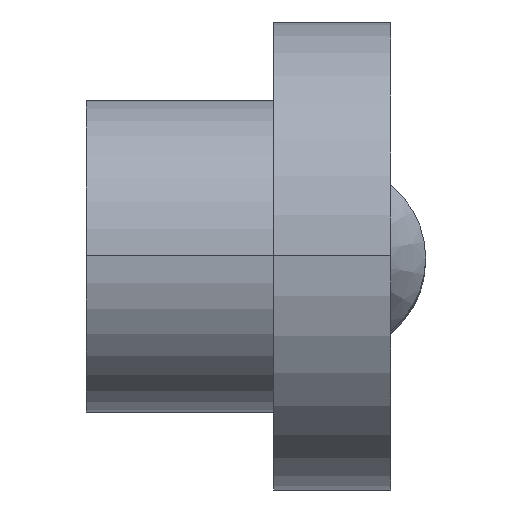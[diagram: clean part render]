
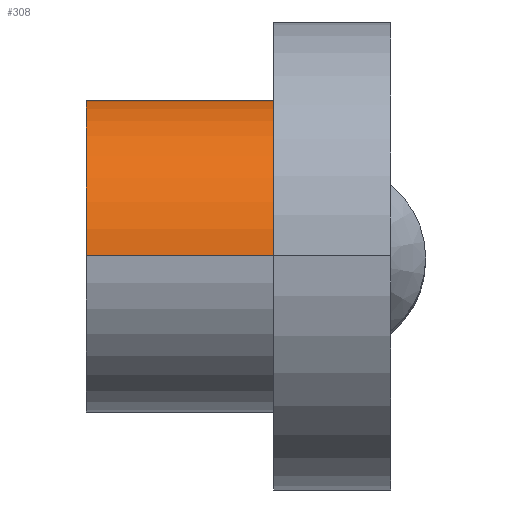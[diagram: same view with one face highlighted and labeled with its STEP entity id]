
A CAD part, top view. The second image highlights one B-rep face of the part: STEP entity #308.
In plain terms, the highlighted cylindrical face has radius 12.7 mm (diameter 25.4 mm), a partial arc.
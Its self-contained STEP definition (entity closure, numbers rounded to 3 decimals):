
#127=CARTESIAN_POINT('POINT7',(-20.003,0.,-12.7));
#128=VERTEX_POINT('VERTEX7',#127);
#129=CARTESIAN_POINT('POINT8',(-20.003,0.,12.7));
#130=VERTEX_POINT('VERTEX8',#129);
#138=CARTESIAN_POINT('POS17',(-20.003,0.,0.));
#139=DIRECTION('DIR29',(-1.,0.,0.));
#140=DIRECTION('DIR30',(0.,0.,1.));
#141=AXIS2_PLACEMENT_3D('AXIS13',#138,#139,#140);
#142=CIRCLE('ELLIPSE8',#141,12.7);
#143=EDGE_CURVE('EDGE12',#130,#128,#142,.T.);
#277=CARTESIAN_POINT('POINT14',(-4.763,0.,-12.7));
#278=VERTEX_POINT('VERTEX14',#277);
#279=CARTESIAN_POINT('POS26',(-4.763,0.,
   -12.7));
#280=DIRECTION('DIR45',(-1.,0.,0.));
#281=VECTOR('VEC7',#280,25.4);
#282=LINE('STRAIGHT7',#279,#281);
#283=EDGE_CURVE('EDGE21',#278,#128,#282,.T.);
#284=ORIENTED_EDGE('COEDGE33',*,*,#283,.T.);
#285=ORIENTED_EDGE('COEDGE34',*,*,#143,.F.);
#286=CARTESIAN_POINT('POINT15',(-4.763,0.,12.7));
#287=VERTEX_POINT('VERTEX15',#286);
#288=CARTESIAN_POINT('POS27',(-4.763,0.,12.7));
#289=DIRECTION('DIR46',(-1.,0.,0.));
#290=VECTOR('VEC8',#289,25.4);
#291=LINE('STRAIGHT8',#288,#290);
#292=EDGE_CURVE('EDGE22',#287,#130,#291,.T.);
#293=ORIENTED_EDGE('COEDGE35',*,*,#292,.F.);
#294=CARTESIAN_POINT('POS28',(-4.763,0.,0.));
#295=DIRECTION('DIR47',(-1.,0.,0.));
#296=DIRECTION('DIR48',(0.,0.,1.));
#297=AXIS2_PLACEMENT_3D('AXIS20',#294,#295,#296);
#298=CIRCLE('ELLIPSE11',#297,12.7);
#299=EDGE_CURVE('EDGE23',#287,#278,#298,.T.);
#300=ORIENTED_EDGE('COEDGE36',*,*,#299,.T.);
#301=EDGE_LOOP('NONE',(#284,#285,#293,#300));
#302=FACE_BOUND('LOOP1',#301,.T.);
#303=CARTESIAN_POINT('POS29',(-4.763,0.,0.));
#304=DIRECTION('DIR49',(-1.,0.,0.));
#305=DIRECTION('DIR50',(0.,0.,1.));
#306=AXIS2_PLACEMENT_3D('AXIS21',#303,#304,#305);
#307=CYLINDRICAL_SURFACE('CONE_SURF7',#306,12.7);
#308=ADVANCED_FACE('FACE10',(#302),#307,.T.);
